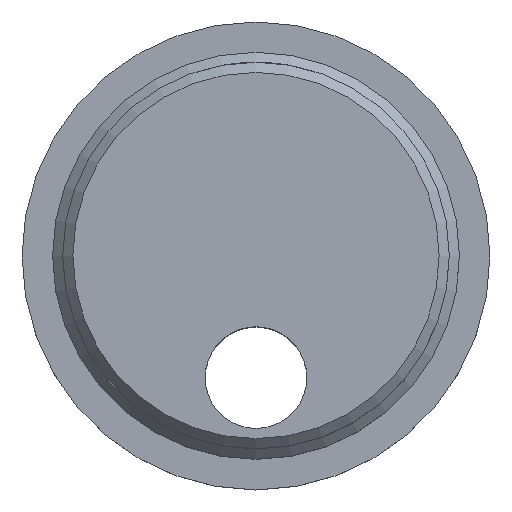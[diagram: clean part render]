
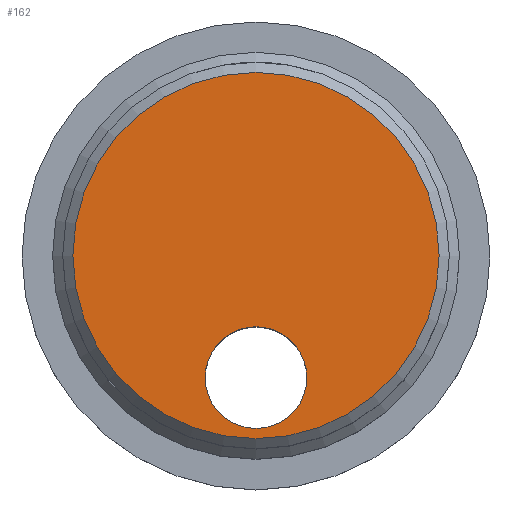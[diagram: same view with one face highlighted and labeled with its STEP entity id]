
A CAD part, top view. The second image highlights one B-rep face of the part: STEP entity #162.
In plain terms, the highlighted planar face has unit normal (0, 0, 1).
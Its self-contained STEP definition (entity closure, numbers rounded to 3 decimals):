
#15=PLANE('',#192);
#23=FACE_BOUND('',#54,.T.);
#26=CIRCLE('',#185,2.5);
#29=CIRCLE('',#189,9.);
#40=FACE_OUTER_BOUND('',#53,.T.);
#53=EDGE_LOOP('',(#131));
#54=EDGE_LOOP('',(#132));
#83=VERTEX_POINT('',#330);
#86=VERTEX_POINT('',#338);
#96=EDGE_CURVE('',#83,#83,#26,.T.);
#101=EDGE_CURVE('',#86,#86,#29,.T.);
#131=ORIENTED_EDGE('',*,*,#101,.F.);
#132=ORIENTED_EDGE('',*,*,#96,.T.);
#162=ADVANCED_FACE('',(#40,#23),#15,.T.);
#185=AXIS2_PLACEMENT_3D('',#331,#211,#212);
#189=AXIS2_PLACEMENT_3D('',#340,#221,#222);
#192=AXIS2_PLACEMENT_3D('',#345,#228,#229);
#211=DIRECTION('center_axis',(0.,0.,
-1.));
#212=DIRECTION('ref_axis',(-1.,0.,0.));
#221=DIRECTION('center_axis',(0.,0.,
-1.));
#222=DIRECTION('ref_axis',(1.,0.,0.));
#228=DIRECTION('center_axis',(0.,0.,1.));
#229=DIRECTION('ref_axis',(1.,0.,0.));
#330=CARTESIAN_POINT('',(-480.696,37.289,664.515));
#331=CARTESIAN_POINT('Origin',(-483.196,37.289,664.515));
#338=CARTESIAN_POINT('',(-492.196,43.289,664.515));
#340=CARTESIAN_POINT('Origin',(-483.196,43.289,664.515));
#345=CARTESIAN_POINT('Origin',(-483.196,43.289,664.515));
